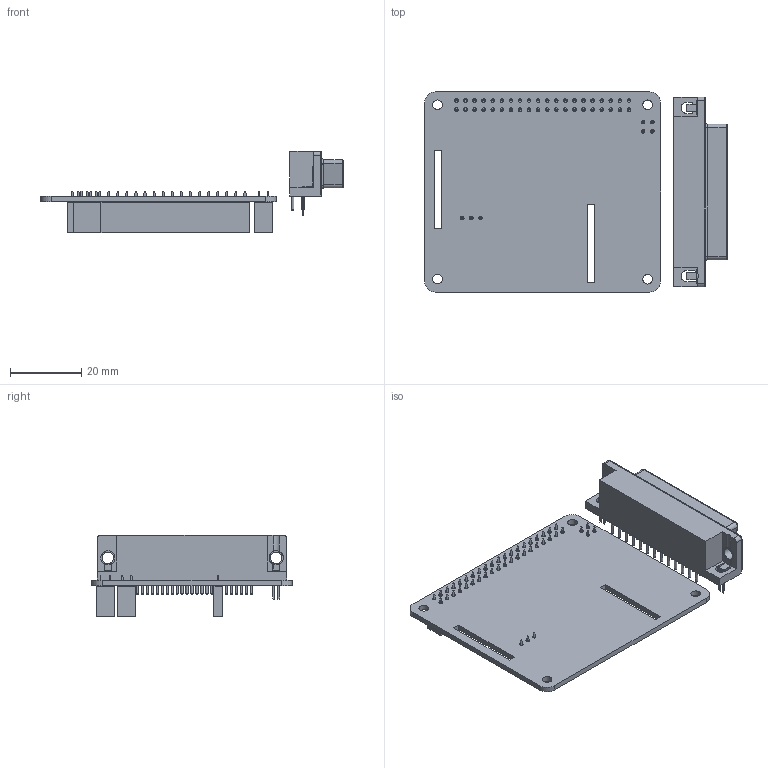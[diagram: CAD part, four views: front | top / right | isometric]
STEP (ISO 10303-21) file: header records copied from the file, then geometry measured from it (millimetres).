
FILE_DESCRIPTION(('KiCad electronic assembly'),'2;1');
FILE_NAME('flight_computer.step','2025-10-21T16:59:15',('Pcbnew'),( 'Kicad'),'Open CASCADE STEP processor 7.8','KiCad to STEP converter' ,'Unknown');
FILE_SCHEMA(('AUTOMOTIVE_DESIGN { 1 0 10303 214 1 1 1 1 }'));
Length unit declared in the file: millimetre
Products named in the file (6): flight_computer 1; DSUB-25_Socket_Horizontal_P2.77x2.84mm_EdgePinOffset4.94mm_Housed_
MountingHolesOffset4.94mm; PinSocket_2x02_P2.54mm_Vertical; PinSocket_2x20_P2.54mm_Vertical; PinSocket_1x03_P2.54mm_Vertical; flight_computer_PCB
Assembly tree (5 placements, depth 2):
  flight_computer 1
    DSUB-25_Socket_Horizontal_P2.77x2.84mm_EdgePinOffset4.94mm_Housed_
MountingHolesOffset4.94mm
    PinSocket_2x02_P2.54mm_Vertical
    PinSocket_2x20_P2.54mm_Vertical
    PinSocket_1x03_P2.54mm_Vertical
    flight_computer_PCB
Bounding box: 84.72 x 56 x 22.68 mm (x, y, z)
Volume: 14569.1 mm3; surface area: 15069.6 mm2
Topology: 5 solids, 5 shells, 1582 faces, 4071 edges, 2620 vertices
Faces by surface type: plane 1369, cylinder 141, torus 35, cone 33, revolution 4
Full cylindrical faces by diameter (mm): 0.64 x25, 0.853 x25, 1 x47, 2.7 x4, 3.2 x2, 4 x2
Entity records: 65519 total; most frequent: CARTESIAN_POINT 8797, ORIENTED_EDGE 8142, DIRECTION 7622, EDGE_CURVE 4071, LINE 3680, VECTOR 3680, VERTEX_POINT 2620, AXIS2_PLACEMENT_3D 1969
